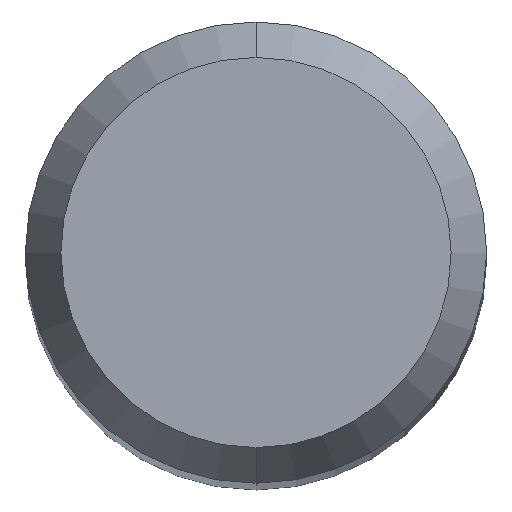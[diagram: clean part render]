
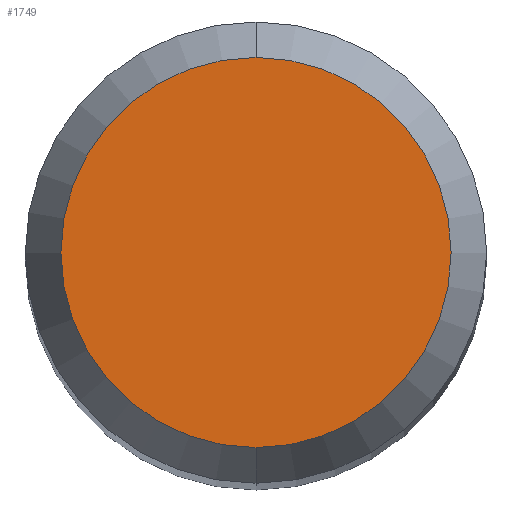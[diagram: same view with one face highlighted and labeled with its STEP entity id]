
A CAD part, top view. The second image highlights one B-rep face of the part: STEP entity #1749.
In plain terms, the highlighted planar face has unit normal (0, 0, 1).
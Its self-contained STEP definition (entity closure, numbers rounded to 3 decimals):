
#1421=VERTEX_POINT('',#2706);
#1605=EDGE_CURVE('',#1835,#1421,#2908,.T.);
#1689=EDGE_CURVE('',#1421,#1835,#3004,.T.);
#1749=ADVANCED_FACE('',(#3067),#3068,.T.);
#1835=VERTEX_POINT('',#3163);
#2706=CARTESIAN_POINT('',(0.,-2.538,0.0));
#2908=CIRCLE('',#10546,2.538);
#3004=CIRCLE('',#11928,2.538);
#3067=FACE_OUTER_BOUND('',#12329,.T.);
#3068=PLANE('',#12330);
#3163=CARTESIAN_POINT('',(0.0,2.538,0.0));
#10546=AXIS2_PLACEMENT_3D('',#14443,#14444,#14445);
#11928=AXIS2_PLACEMENT_3D('',#14560,#14561,#14562);
#12329=EDGE_LOOP('',(#14617,#14618));
#12330=AXIS2_PLACEMENT_3D('',#14619,#14620,#14621);
#14443=CARTESIAN_POINT('',(0.0,0.0,0.0));
#14444=DIRECTION('',(0.0,0.0,-1.0));
#14445=DIRECTION('',(0.0,1.0,0.0));
#14560=CARTESIAN_POINT('',(0.0,0.0,0.0));
#14561=DIRECTION('',(0.0,0.0,-1.0));
#14562=DIRECTION('',(0.0,1.0,0.0));
#14617=ORIENTED_EDGE('',*,*,#1605,.F.);
#14618=ORIENTED_EDGE('',*,*,#1689,.F.);
#14619=CARTESIAN_POINT('',(0.0,1.269,0.0));
#14620=DIRECTION('',(-0.0,0.0,1.0));
#14621=DIRECTION('',(0.0,-1.0,0.0));
